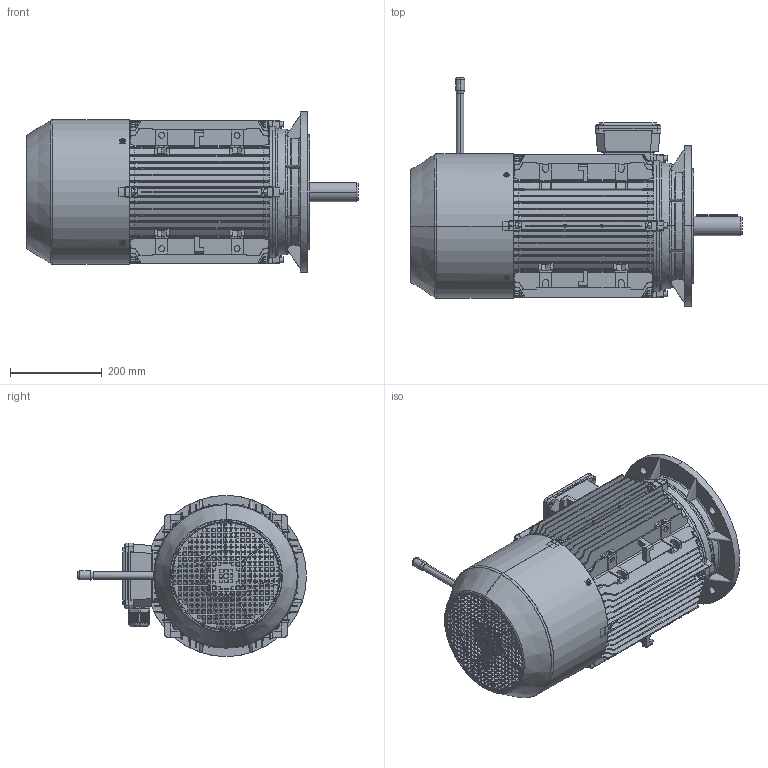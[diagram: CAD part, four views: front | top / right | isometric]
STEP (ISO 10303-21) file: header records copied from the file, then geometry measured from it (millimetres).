
FILE_DESCRIPTION (( 'STEP AP203' ), '1' );
FILE_NAME ('TB160L B5.STEP', '2021-05-05T07:04:06', ( '' ), ( '' ), 'SwSTEP 2.0', 'SolidWorks 2014', '' );
FILE_SCHEMA (( 'CONFIG_CONTROL_DESIGN' ));
Length unit declared in the file: millimetre
Products named in the file (14): Hexagon nuts grade C GB_GB_FASTENER_NUT_SNC1 M8-N; TB160 瑞欶(MSB蜊湍忒梟); Plain parallel keys_GB_CONNECTING_PIECE_KEYS_CSK 12X90; TB160綴裔; TA160B5楊擘1; Cross recessed thread forming screws GB_GB_CROSS_SCREWS_TYPE138 M5X12-N; TB160L B5; T160L儂褲; MS160 陔諉盄碟裔; Hexagon socket head cap screws GB_GB_FASTENER_SCREWS_HSHCS M8X40-N; 160瑞珔; 180堤盄蹟裝; TB160L蛌粣; MS160 陔諉盄碟釱
Assembly tree (35 placements, depth 2):
  TB160L B5
    T160L儂褲
    TB160L蛌粣
    TB160綴裔
    Hexagon socket head cap screws GB_GB_FASTENER_SCREWS_HSHCS M8X40-N  x8
    Hexagon nuts grade C GB_GB_FASTENER_NUT_SNC1 M8-N  x8
    Cross recessed thread forming screws GB_GB_CROSS_SCREWS_TYPE138 M5X12-N  x8
    180堤盄蹟裝  x2
    Plain parallel keys_GB_CONNECTING_PIECE_KEYS_CSK 12X90
    MS160 陔諉盄碟裔
    MS160 陔諉盄碟釱
    TA160B5楊擘1
    160瑞珔
    TB160 瑞欶(MSB蜊湍忒梟)
Bounding box: 722.03 x 497.8 x 350 mm (x, y, z)
Volume: 7332427.5 mm3; surface area: 3077842.3 mm2
Topology: 36 solids, 36 shells, 5928 faces, 16095 edges, 10146 vertices
Faces by surface type: plane 3255, cylinder 1261, bspline 838, cone 381, torus 168, sphere 25
Entity records: 200208 total; most frequent: CARTESIAN_POINT 70561, ORIENTED_EDGE 28830, DIRECTION 23207, EDGE_CURVE 14415, VERTEX_POINT 9198, VECTOR 8755, LINE 8755, AXIS2_PLACEMENT_3D 7226
